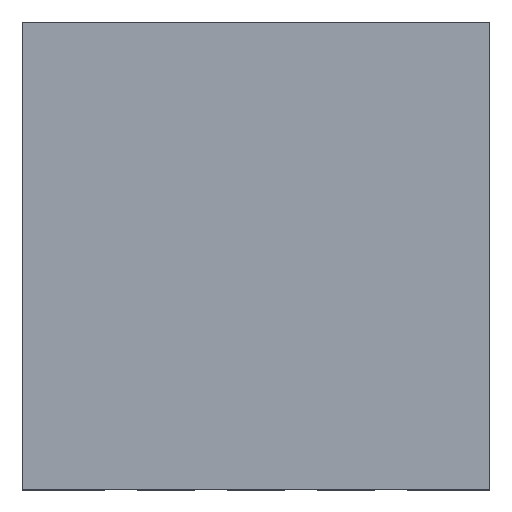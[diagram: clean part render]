
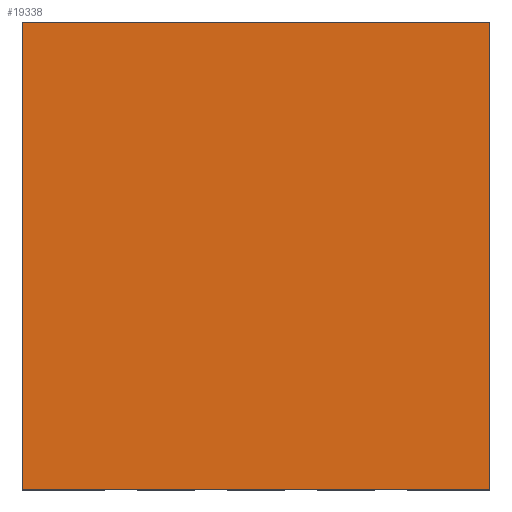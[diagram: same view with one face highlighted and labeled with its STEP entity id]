
A CAD part, top view. The second image highlights one B-rep face of the part: STEP entity #19338.
In plain terms, the highlighted face is planar.
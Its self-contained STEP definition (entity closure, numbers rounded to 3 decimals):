
#15091=DIRECTION('',(0.,0.,1.));
#15092=VECTOR('',#15091,2.6);
#15093=CARTESIAN_POINT('',(-1.3,1.05,-1.3));
#15094=LINE('',#15093,#15092);
#15098=DIRECTION('',(-1.,0.,0.));
#15099=VECTOR('',#15098,2.6);
#15100=CARTESIAN_POINT('',(1.3,1.05,-1.3));
#15101=LINE('',#15100,#15099);
#15105=DIRECTION('',(0.,0.,-1.));
#15106=VECTOR('',#15105,2.6);
#15107=CARTESIAN_POINT('',(1.3,1.05,1.3));
#15108=LINE('',#15107,#15106);
#15112=DIRECTION('',(1.,0.,0.));
#15113=VECTOR('',#15112,2.6);
#15114=CARTESIAN_POINT('',(-1.3,1.05,1.3));
#15115=LINE('',#15114,#15113);
#16606=CARTESIAN_POINT('',(-1.3,1.05,-1.3));
#16607=CARTESIAN_POINT('',(-1.3,1.05,1.3));
#16608=VERTEX_POINT('',#16606);
#16609=VERTEX_POINT('',#16607);
#16610=CARTESIAN_POINT('',(1.3,1.05,1.3));
#16611=VERTEX_POINT('',#16610);
#16612=CARTESIAN_POINT('',(1.3,1.05,-1.3));
#16613=VERTEX_POINT('',#16612);
#19327=CARTESIAN_POINT('',(0.,1.05,0.));
#19328=DIRECTION('',(0.,1.,0.));
#19329=DIRECTION('',(1.,0.,0.));
#19330=AXIS2_PLACEMENT_3D('',#19327,#19328,#19329);
#19331=PLANE('',#19330);
#19332=ORIENTED_EDGE('',*,*,#19075,.F.);
#19333=ORIENTED_EDGE('',*,*,#17924,.F.);
#19334=ORIENTED_EDGE('',*,*,#18274,.F.);
#19335=ORIENTED_EDGE('',*,*,#18930,.F.);
#19336=EDGE_LOOP('',(#19332,#19333,#19334,#19335));
#19337=FACE_OUTER_BOUND('',#19336,.F.);
#19338=ADVANCED_FACE('',(#19337),#19331,.T.);
#17924=EDGE_CURVE('',#16613,#16608,#15101,.T.);
#18274=EDGE_CURVE('',#16611,#16613,#15108,.T.);
#18930=EDGE_CURVE('',#16609,#16611,#15115,.T.);
#19075=EDGE_CURVE('',#16608,#16609,#15094,.T.);
